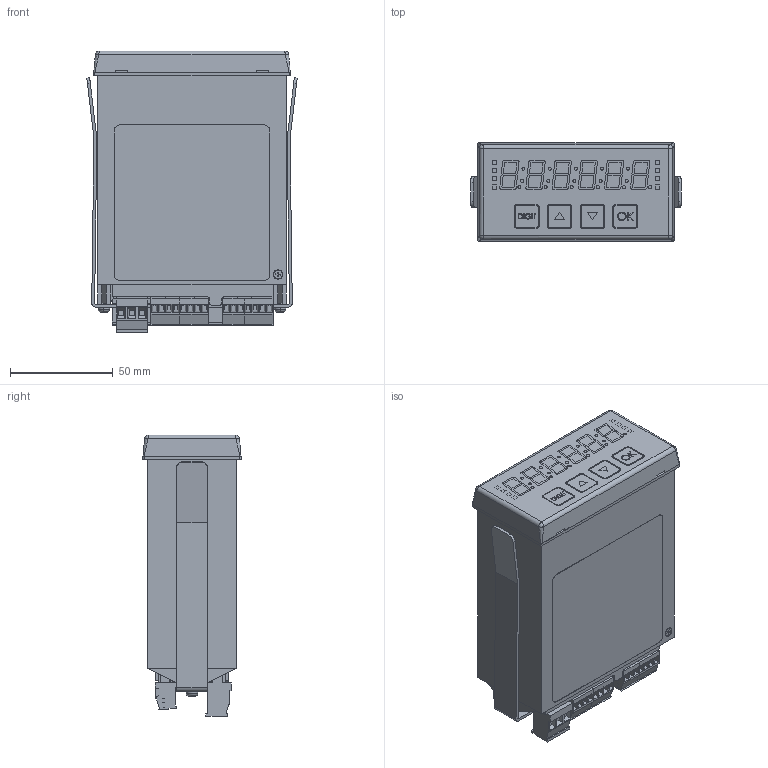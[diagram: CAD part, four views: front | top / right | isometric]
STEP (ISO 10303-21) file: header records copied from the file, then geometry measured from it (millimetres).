
FILE_DESCRIPTION (( 'STEP AP203' ), '1' );
FILE_NAME ('Int_meter_main.STEP', '2020-04-21T16:25:15', ( '' ), ( '' ), 'SwSTEP 2.0', 'SolidWorks 2020', '' );
FILE_SCHEMA (( 'CONFIG_CONTROL_DESIGN' ));
Length unit declared in the file: millimetre
Products named in the file (15): pcb; CKF Plug_4 way; int_meter_main; CKF PCB 2way; pcb lower; DP-06 Dip Switch; CKF PCB; 284041-3; PCB upper; 282814-3; Int_meter_main; PCB lower; CKF Plug; Stainless screw countersunk; PHT 2.9-type I-B-6-N_PHT 2.9-type I-B-6-N
Assembly tree (36 placements, depth 3):
  Int_meter_main
    int_meter_main
    PCB upper
      pcb
      CKF PCB  x7
    PCB lower
      pcb lower
      CKF PCB
      CKF PCB 2way  x6
      DP-06 Dip Switch
      282814-3
    CKF Plug_4 way  x6
    CKF Plug  x4
    284041-3
    PHT 2.9-type I-B-6-N_PHT 2.9-type I-B-6-N  x2
    Stainless screw countersunk  x2
Bounding box: 102.58 x 47.8 x 137.5 mm (x, y, z)
Volume: 117981.4 mm3; surface area: 162438.6 mm2
Topology: 147 solids, 147 shells, 3731 faces, 9345 edges, 6144 vertices
Faces by surface type: plane 3155, cylinder 428, bspline 96, cone 44, torus 8
Entity records: 64013 total; most frequent: CARTESIAN_POINT 24517, ORIENTED_EDGE 7896, DIRECTION 7129, EDGE_CURVE 3948, VECTOR 3203, LINE 3203, VERTEX_POINT 2598, AXIS2_PLACEMENT_3D 1963
